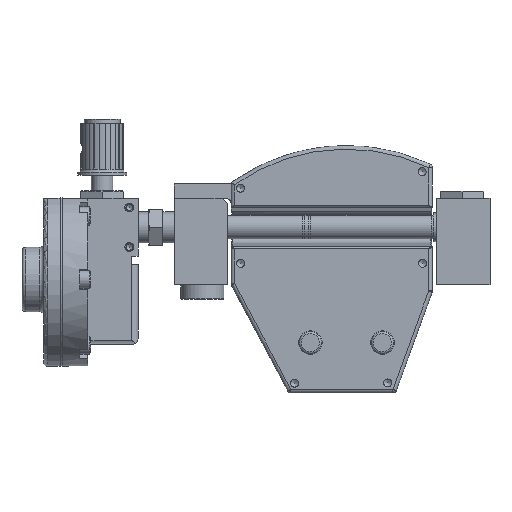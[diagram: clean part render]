
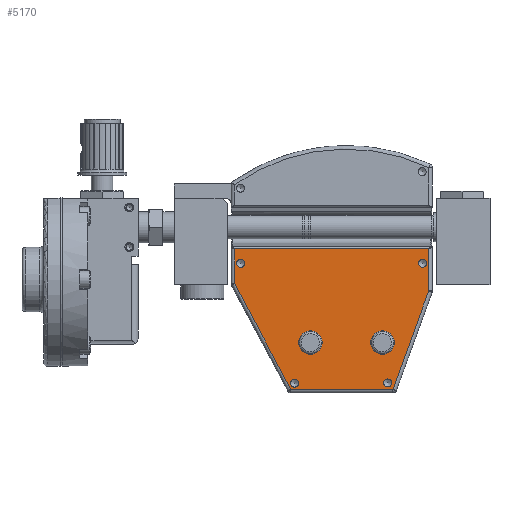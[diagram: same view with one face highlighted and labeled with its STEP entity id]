
A CAD part, left-side view. The second image highlights one B-rep face of the part: STEP entity #5170.
In plain terms, the highlighted planar face has unit normal (-1, 0, 0).
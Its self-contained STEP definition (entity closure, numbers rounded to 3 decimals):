
#863=PLANE('',#17411);
#1369=FACE_BOUND('',#7127,.T.);
#1370=FACE_BOUND('',#7128,.T.);
#1371=FACE_BOUND('',#7129,.T.);
#1372=FACE_BOUND('',#7130,.T.);
#1373=FACE_BOUND('',#7131,.T.);
#1374=FACE_BOUND('',#7132,.T.);
#1375=FACE_BOUND('',#7133,.T.);
#2148=CIRCLE('',#17405,5.2);
#2149=CIRCLE('',#17406,5.2);
#2150=CIRCLE('',#17407,1.76);
#2151=CIRCLE('',#17408,1.76);
#2152=CIRCLE('',#17409,1.76);
#2153=CIRCLE('',#17410,1.76);
#3190=LINE('',#27777,#4185);
#3191=LINE('',#27780,#4186);
#3192=LINE('',#27782,#4187);
#3193=LINE('',#27784,#4188);
#3194=LINE('',#27786,#4189);
#3195=LINE('',#27788,#4190);
#4185=VECTOR('',#20284,1.);
#4186=VECTOR('',#20285,1.);
#4187=VECTOR('',#20286,1.);
#4188=VECTOR('',#20287,1.);
#4189=VECTOR('',#20288,1.);
#4190=VECTOR('',#20289,1.);
#5170=ADVANCED_FACE('',(#1369,#1370,#1371,#1372,#1373,#1374,#1375),#863,
 .F.);
#7127=EDGE_LOOP('',(#9717));
#7128=EDGE_LOOP('',(#9718));
#7129=EDGE_LOOP('',(#9719,#9720,#9721,#9722,#9723,#9724));
#7130=EDGE_LOOP('',(#9725));
#7131=EDGE_LOOP('',(#9726));
#7132=EDGE_LOOP('',(#9727));
#7133=EDGE_LOOP('',(#9728));
#9717=ORIENTED_EDGE('',*,*,#15083,.T.);
#9718=ORIENTED_EDGE('',*,*,#15084,.T.);
#9719=ORIENTED_EDGE('',*,*,#15085,.T.);
#9720=ORIENTED_EDGE('',*,*,#15086,.T.);
#9721=ORIENTED_EDGE('',*,*,#15087,.T.);
#9722=ORIENTED_EDGE('',*,*,#15088,.T.);
#9723=ORIENTED_EDGE('',*,*,#15089,.T.);
#9724=ORIENTED_EDGE('',*,*,#15090,.T.);
#9725=ORIENTED_EDGE('',*,*,#15091,.T.);
#9726=ORIENTED_EDGE('',*,*,#15092,.T.);
#9727=ORIENTED_EDGE('',*,*,#15093,.T.);
#9728=ORIENTED_EDGE('',*,*,#15094,.T.);
#13261=VERTEX_POINT('',#27774);
#13262=VERTEX_POINT('',#27776);
#13263=VERTEX_POINT('',#27778);
#13264=VERTEX_POINT('',#27779);
#13265=VERTEX_POINT('',#27781);
#13266=VERTEX_POINT('',#27783);
#13267=VERTEX_POINT('',#27785);
#13268=VERTEX_POINT('',#27787);
#13269=VERTEX_POINT('',#27790);
#13270=VERTEX_POINT('',#27792);
#13271=VERTEX_POINT('',#27794);
#13272=VERTEX_POINT('',#27796);
#15083=EDGE_CURVE('',#13261,#13261,#2148,.T.);
#15084=EDGE_CURVE('',#13262,#13262,#2149,.T.);
#15085=EDGE_CURVE('',#13263,#13264,#3190,.T.);
#15086=EDGE_CURVE('',#13264,#13265,#3191,.T.);
#15087=EDGE_CURVE('',#13265,#13266,#3192,.T.);
#15088=EDGE_CURVE('',#13266,#13267,#3193,.T.);
#15089=EDGE_CURVE('',#13267,#13268,#3194,.T.);
#15090=EDGE_CURVE('',#13268,#13263,#3195,.T.);
#15091=EDGE_CURVE('',#13269,#13269,#2150,.T.);
#15092=EDGE_CURVE('',#13270,#13270,#2151,.T.);
#15093=EDGE_CURVE('',#13271,#13271,#2152,.T.);
#15094=EDGE_CURVE('',#13272,#13272,#2153,.T.);
#17405=AXIS2_PLACEMENT_3D('',#27773,#20280,#20281);
#17406=AXIS2_PLACEMENT_3D('',#27775,#20282,#20283);
#17407=AXIS2_PLACEMENT_3D('',#27789,#20290,#20291);
#17408=AXIS2_PLACEMENT_3D('',#27791,#20292,#20293);
#17409=AXIS2_PLACEMENT_3D('',#27793,#20294,#20295);
#17410=AXIS2_PLACEMENT_3D('',#27795,#20296,#20297);
#17411=AXIS2_PLACEMENT_3D('',#27797,#20298,#20299);
#20280=DIRECTION('',(1.,0.,0.));
#20281=DIRECTION('',(0.,0.,-1.));
#20282=DIRECTION('',(1.,0.,0.));
#20283=DIRECTION('',(0.,0.,-1.));
#20284=DIRECTION('',(0.,1.,0.));
#20285=DIRECTION('',(0.,0.,-1.));
#20286=DIRECTION('',(0.,-0.469,-0.883));
#20287=DIRECTION('',(0.,-1.,0.));
#20288=DIRECTION('',(0.,-0.342,0.94));
#20289=DIRECTION('',(0.,0.,1.));
#20290=DIRECTION('',(1.,0.,0.));
#20291=DIRECTION('',(0.,0.,-1.));
#20292=DIRECTION('',(1.,0.,0.));
#20293=DIRECTION('',(0.,0.,-1.));
#20294=DIRECTION('',(1.,0.,0.));
#20295=DIRECTION('',(0.,0.,-1.));
#20296=DIRECTION('',(1.,0.,0.));
#20297=DIRECTION('',(0.,0.,-1.));
#20298=DIRECTION('',(1.,0.,0.));
#20299=DIRECTION('',(0.,0.,1.));
#27773=CARTESIAN_POINT('',(-18.655,84.311,115.951));
#27774=CARTESIAN_POINT('',(-18.655,84.311,110.751));
#27775=CARTESIAN_POINT('',(-18.655,52.561,115.951));
#27776=CARTESIAN_POINT('',(-18.655,52.561,110.751));
#27777=CARTESIAN_POINT('',(-18.655,30.565,157.309));
#27778=CARTESIAN_POINT('',(-18.655,32.167,157.309));
#27779=CARTESIAN_POINT('',(-18.655,117.634,157.309));
#27780=CARTESIAN_POINT('',(-18.655,117.634,141.937));
#27781=CARTESIAN_POINT('',(-18.655,117.634,141.944));
#27782=CARTESIAN_POINT('',(-18.655,92.879,95.387));
#27783=CARTESIAN_POINT('',(-18.655,92.887,95.402));
#27784=CARTESIAN_POINT('',(-18.655,68.436,95.402));
#27785=CARTESIAN_POINT('',(-18.655,47.931,95.402));
#27786=CARTESIAN_POINT('',(-18.655,32.166,138.716));
#27787=CARTESIAN_POINT('',(-18.655,32.167,138.711));
#27788=CARTESIAN_POINT('',(-18.655,32.167,157.309));
#27789=CARTESIAN_POINT('',(-18.655,50.236,98.192));
#27790=CARTESIAN_POINT('',(-18.655,50.236,96.432));
#27791=CARTESIAN_POINT('',(-18.655,91.236,98.092));
#27792=CARTESIAN_POINT('',(-18.655,91.236,96.332));
#27793=CARTESIAN_POINT('',(-18.655,114.918,150.876));
#27794=CARTESIAN_POINT('',(-18.655,114.918,149.116));
#27795=CARTESIAN_POINT('',(-18.655,34.883,150.876));
#27796=CARTESIAN_POINT('',(-18.655,34.883,149.116));
#27797=CARTESIAN_POINT('',(-18.655,68.436,115.951));
